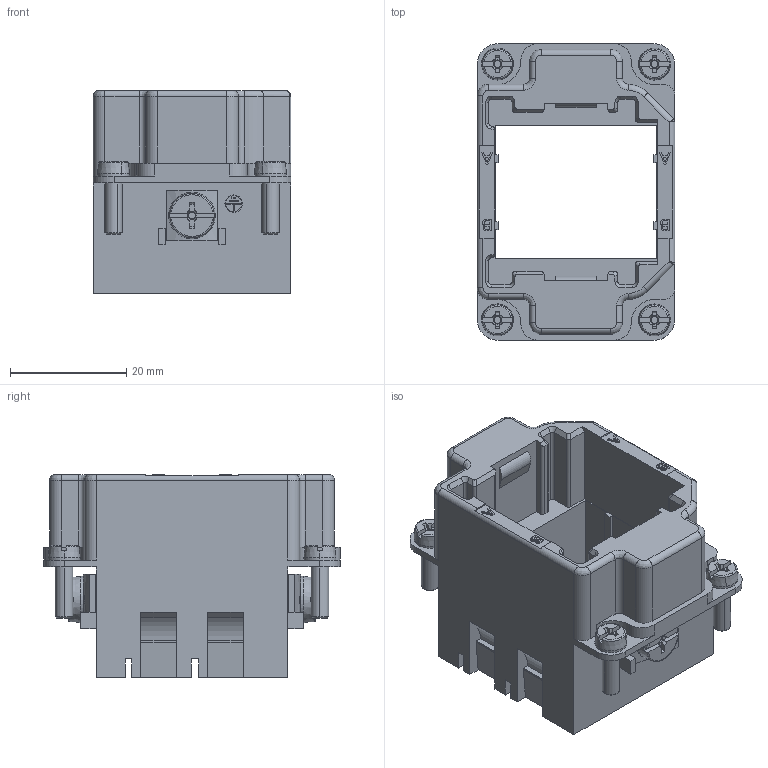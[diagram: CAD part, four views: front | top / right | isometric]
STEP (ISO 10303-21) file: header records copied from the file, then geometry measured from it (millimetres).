
FILE_DESCRIPTION(/* description */ (''),/* implementation_level */ '2;1');
FILE_NAME(/* name */ 'c146 p06 002 g8nxc001-02.stp',/* time_stamp */ '2021-03-22T08:47:46+01:00',/* author */ (''),/* organization */ (''),/* preprocessor_version */ 'ST-DEVELOPER v16.7',/* originating_system */ 'SIEMENS PLM Software NX 12.0',/* authorisation */ '');
FILE_SCHEMA (('AUTOMOTIVE_DESIGN { 1 0 10303 214 3 1 1 1 }'));
Length unit declared in the file: millimetre
Products named in the file (1): c146 p06 002 g8nxc001-02
Bounding box: 34.01 x 51 x 34.9 mm (x, y, z)
Volume: 19688.1 mm3; surface area: 12680.2 mm2
Topology: 1 solids, 1 shells, 842 faces, 2192 edges, 1439 vertices
Faces by surface type: plane 533, cylinder 118, extrusion 99, cone 58, torus 20, bspline 14
Full cylindrical faces by diameter (mm): 2.7 x2, 3 x2, 4 x4, 8 x2
Entity records: 30301 total; most frequent: CARTESIAN_POINT 9712, ORIENTED_EDGE 4332, DIRECTION 3428, EDGE_CURVE 2166, VERTEX_POINT 1429, VECTOR 1316, LINE 1217, AXIS2_PLACEMENT_3D 1056
